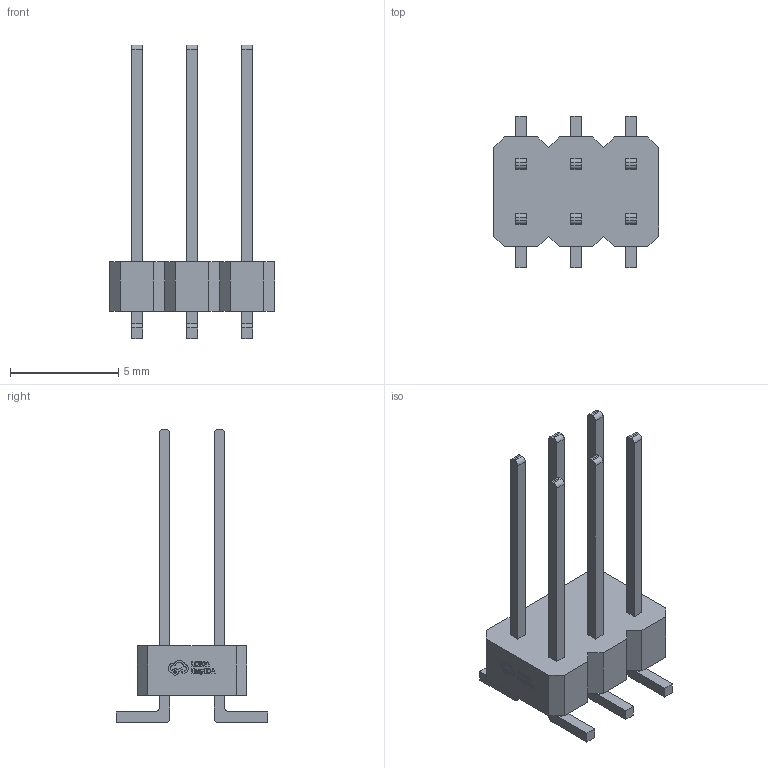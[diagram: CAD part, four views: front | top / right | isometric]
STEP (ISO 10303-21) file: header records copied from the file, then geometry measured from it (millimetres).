
FILE_DESCRIPTION(/* description */ (''),/* implementation_level */ '2;1');
FILE_NAME(/* name */ 'H2.step',/* time_stamp */ '2022-10-03T13:20:38+08:00',/* author */ (''),/* organization */ (''),/* preprocessor_version */ 'ST-DEVELOPER v19',/* originating_system */ 'Autodesk Translation Framework v11.7.0.108',/* authorisation */ '');
FILE_SCHEMA (('AUTOMOTIVE_DESIGN { 1 0 10303 214 3 1 1 }'));
Length unit declared in the file: millimetre
Products named in the file (3): H2; HDR-SMD_6P-P2.54-V-M-R2-C3-S2.54-LS7.4; SOLID (11)
Assembly tree (2 placements, depth 3):
  H2
    HDR-SMD_6P-P2.54-V-M-R2-C3-S2.54-LS7.4
      SOLID (11)
Bounding box: 7.63 x 7 x 13.56 mm (x, y, z)
Volume: 105.4 mm3; surface area: 292.7 mm2
Topology: 1 solids, 1 shells, 402 faces, 1086 edges, 724 vertices
Faces by surface type: plane 264, bspline 114, cylinder 24
Entity records: 14292 total; most frequent: CARTESIAN_POINT 4315, ORIENTED_EDGE 2172, DIRECTION 1664, EDGE_CURVE 1086, LINE 810, VECTOR 810, VERTEX_POINT 724, EDGE_LOOP 440
